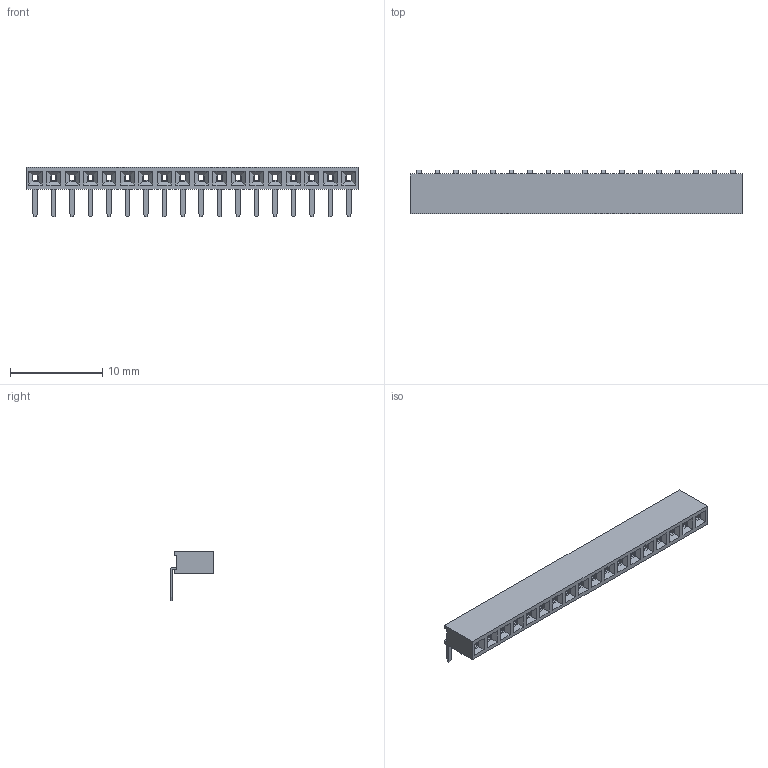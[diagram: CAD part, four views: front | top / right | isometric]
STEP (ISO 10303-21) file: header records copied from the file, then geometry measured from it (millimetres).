
FILE_DESCRIPTION(('STEP AP214'), '1');
FILE_NAME('PBS2-R1', '', ('UNSPECIFIED'), ('UNSPECIFIED'), 'ASCON STEP Converter 1.6', 'ASCON Math Kernel', '');
FILE_SCHEMA(('AUTOMOTIVE_DESIGN { 1 0 10303 214 3 1 1}'));
Length unit declared in the file: millimetre
Bounding box: 36 x 4.7 x 5.4 mm (x, y, z)
Volume: 248.8 mm3; surface area: 1422.6 mm2
Topology: 19 solids, 19 shells, 1180 faces, 3210 edges, 2068 vertices
Faces by surface type: plane 910, cylinder 270
Entity records: 46326 total; most frequent: CARTESIAN_POINT 6459, ORIENTED_EDGE 6420, DIRECTION 6112, EDGE_CURVE 3210, LINE 2670, VECTOR 2670, VERTEX_POINT 2068, AXIS2_PLACEMENT_3D 1721
